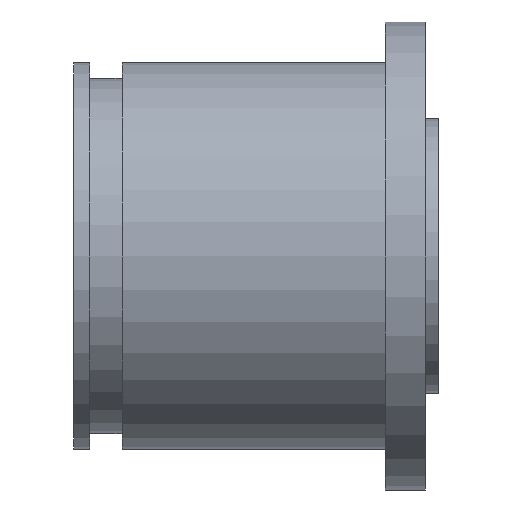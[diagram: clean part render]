
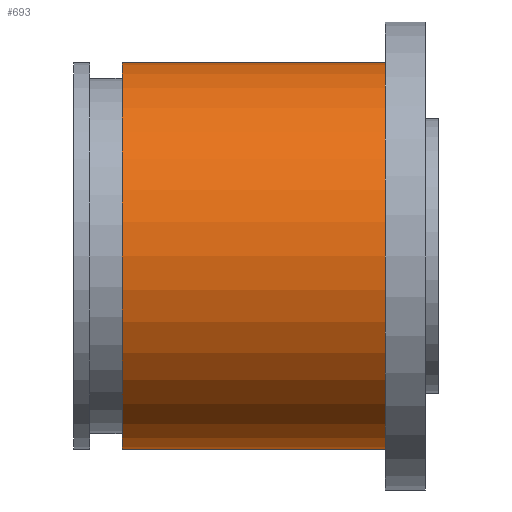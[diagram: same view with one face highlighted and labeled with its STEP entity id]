
A CAD part, left-side view. The second image highlights one B-rep face of the part: STEP entity #693.
In plain terms, the highlighted cylindrical face has radius 6 mm (diameter 12 mm), a partial arc.
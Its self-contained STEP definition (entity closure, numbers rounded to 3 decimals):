
#10 = DIRECTION ( 'NONE',  ( 0., -1., 0. ) ) ;
#58 = VERTEX_POINT ( 'NONE', #191 ) ;
#68 = ORIENTED_EDGE ( 'NONE', *, *, #449, .T. ) ;
#87 = ORIENTED_EDGE ( 'NONE', *, *, #769, .F. ) ;
#122 = LINE ( 'NONE', #198, #287 ) ;
#141 = CARTESIAN_POINT ( 'NONE',  ( 0., 0., 0. ) ) ;
#149 = VERTEX_POINT ( 'NONE', #402 ) ;
#191 = CARTESIAN_POINT ( 'NONE',  ( 0., 1.65, -6. ) ) ;
#196 = VECTOR ( 'NONE', #572, 1000. ) ;
#198 = CARTESIAN_POINT ( 'NONE',  ( 0., 0., -6. ) ) ;
#212 = CARTESIAN_POINT ( 'NONE',  ( 0., 0., 6. ) ) ;
#240 = AXIS2_PLACEMENT_3D ( 'NONE', #764, #481, #598 ) ;
#247 = CARTESIAN_POINT ( 'NONE',  ( 0., 1.65, 6. ) ) ;
#257 = CARTESIAN_POINT ( 'NONE',  ( 0., 9.8, -6. ) ) ;
#262 = DIRECTION ( 'NONE',  ( 0., -1., 0. ) ) ;
#287 = VECTOR ( 'NONE', #262, 1000. ) ;
#330 = ORIENTED_EDGE ( 'NONE', *, *, #679, .T. ) ;
#342 = EDGE_LOOP ( 'NONE', ( #87, #68, #330, #422 ) ) ;
#346 = AXIS2_PLACEMENT_3D ( 'NONE', #141, #10, #623 ) ;
#361 = CIRCLE ( 'NONE', #741, 6. ) ;
#376 = DIRECTION ( 'NONE',  ( 0., -1., 0. ) ) ;
#402 = CARTESIAN_POINT ( 'NONE',  ( 0., 9.8, 6. ) ) ;
#422 = ORIENTED_EDGE ( 'NONE', *, *, #516, .F. ) ;
#449 = EDGE_CURVE ( 'NONE', #149, #633, #615, .T. ) ;
#481 = DIRECTION ( 'NONE',  ( 0., -1., 0. ) ) ;
#501 = VERTEX_POINT ( 'NONE', #247 ) ;
#516 = EDGE_CURVE ( 'NONE', #501, #58, #361, .T. ) ;
#566 = CYLINDRICAL_SURFACE ( 'NONE', #346, 6. ) ;
#572 = DIRECTION ( 'NONE',  ( 0., -1., 0. ) ) ;
#598 = DIRECTION ( 'NONE',  ( 0., 0., -1. ) ) ;
#615 = CIRCLE ( 'NONE', #240, 6. ) ;
#623 = DIRECTION ( 'NONE',  ( 0., 0., -1. ) ) ;
#633 = VERTEX_POINT ( 'NONE', #257 ) ;
#679 = EDGE_CURVE ( 'NONE', #633, #58, #122, .T. ) ;
#685 = FACE_OUTER_BOUND ( 'NONE', #342, .T. ) ;
#693 = ADVANCED_FACE ( 'NONE', ( #685 ), #566, .T. ) ;
#715 = DIRECTION ( 'NONE',  ( 0., 0., -1. ) ) ;
#717 = CARTESIAN_POINT ( 'NONE',  ( 0., 1.65, 0. ) ) ;
#741 = AXIS2_PLACEMENT_3D ( 'NONE', #717, #376, #715 ) ;
#764 = CARTESIAN_POINT ( 'NONE',  ( 0., 9.8, 0. ) ) ;
#765 = LINE ( 'NONE', #212, #196 ) ;
#769 = EDGE_CURVE ( 'NONE', #149, #501, #765, .T. ) ;
